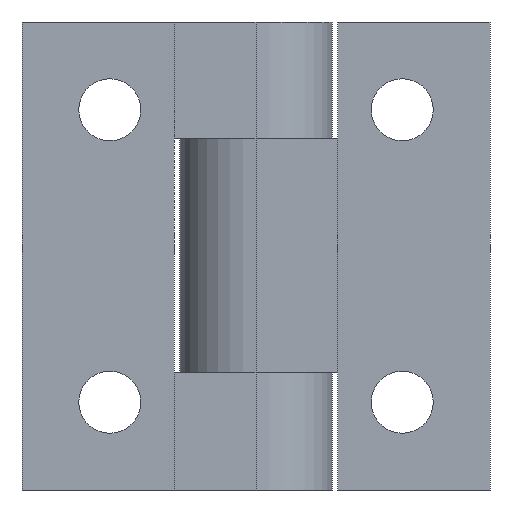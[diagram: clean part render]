
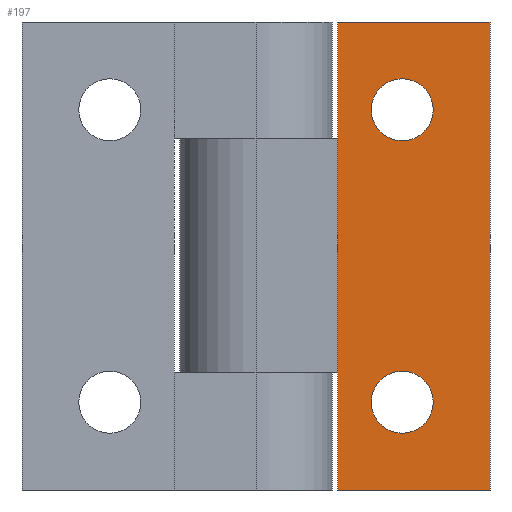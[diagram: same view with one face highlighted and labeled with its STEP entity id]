
A CAD part, front view. The second image highlights one B-rep face of the part: STEP entity #197.
In plain terms, the highlighted planar face has unit normal (0, -1, 0).
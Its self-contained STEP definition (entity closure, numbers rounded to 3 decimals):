
#197=ADVANCED_FACE('',(#471,#472,#473),#474,.T.);
#471=FACE_BOUND('',#838,.T.);
#472=FACE_BOUND('',#839,.T.);
#473=FACE_OUTER_BOUND('',#840,.T.);
#474=PLANE('',#841);
#838=EDGE_LOOP('',(#1353,#1354));
#839=EDGE_LOOP('',(#1355,#1356));
#840=EDGE_LOOP('',(#1357,#1358,#1359,#1360));
#841=AXIS2_PLACEMENT_3D('',#1361,#1362,#1363);
#1353=ORIENTED_EDGE('',*,*,#2103,.T.);
#1354=ORIENTED_EDGE('',*,*,#2113,.T.);
#1355=ORIENTED_EDGE('',*,*,#2090,.T.);
#1356=ORIENTED_EDGE('',*,*,#2120,.T.);
#1357=ORIENTED_EDGE('',*,*,#2150,.T.);
#1358=ORIENTED_EDGE('',*,*,#2158,.F.);
#1359=ORIENTED_EDGE('',*,*,#2179,.F.);
#1360=ORIENTED_EDGE('',*,*,#2176,.T.);
#1361=CARTESIAN_POINT('',(13.5,-7.,0.0));
#1362=DIRECTION('',(0.,-1.0,0.0));
#1363=DIRECTION('',(1.0,0.,-0.0));
#2090=EDGE_CURVE('',#2478,#2480,#2482,.T.);
#2103=EDGE_CURVE('',#2499,#2501,#2503,.T.);
#2113=EDGE_CURVE('',#2501,#2499,#2517,.T.);
#2120=EDGE_CURVE('',#2480,#2478,#2524,.T.);
#2150=EDGE_CURVE('',#2569,#2567,#2570,.T.);
#2158=EDGE_CURVE('',#2580,#2567,#2582,.T.);
#2176=EDGE_CURVE('',#2603,#2569,#2604,.T.);
#2179=EDGE_CURVE('',#2603,#2580,#2607,.T.);
#2478=VERTEX_POINT('',#3039);
#2480=VERTEX_POINT('',#3042);
#2482=CIRCLE('',#3045,2.65);
#2499=VERTEX_POINT('',#3066);
#2501=VERTEX_POINT('',#3069);
#2503=CIRCLE('',#3072,2.65);
#2517=CIRCLE('',#3088,2.65);
#2524=CIRCLE('',#3095,2.65);
#2567=VERTEX_POINT('',#3194);
#2569=VERTEX_POINT('',#3197);
#2570=LINE('',#3198,#3199);
#2580=VERTEX_POINT('',#3213);
#2582=LINE('',#3216,#3217);
#2603=VERTEX_POINT('',#3244);
#2604=LINE('',#3245,#3246);
#2607=LINE('',#3250,#3251);
#3039=CARTESIAN_POINT('',(9.85,-7.0,7.5));
#3042=CARTESIAN_POINT('',(15.15,-7.,7.5));
#3045=AXIS2_PLACEMENT_3D('',#3866,#3867,#3868);
#3066=CARTESIAN_POINT('',(9.85,-7.0,32.5));
#3069=CARTESIAN_POINT('',(15.15,-7.,32.5));
#3072=AXIS2_PLACEMENT_3D('',#3884,#3885,#3886);
#3088=AXIS2_PLACEMENT_3D('',#3901,#3902,#3903);
#3095=AXIS2_PLACEMENT_3D('',#3913,#3914,#3915);
#3194=CARTESIAN_POINT('',(7.0,-7.0,40.0));
#3197=CARTESIAN_POINT('',(20.0,-7.,40.0));
#3198=CARTESIAN_POINT('',(20.0,-7.,40.0));
#3199=VECTOR('',#3954,1.0);
#3213=CARTESIAN_POINT('',(7.0,-7.0,0.0));
#3216=CARTESIAN_POINT('',(7.0,-7.0,0.0));
#3217=VECTOR('',#3963,1.0);
#3244=CARTESIAN_POINT('',(20.0,-7.,0.0));
#3245=CARTESIAN_POINT('',(20.0,-7.,0.0));
#3246=VECTOR('',#3979,1.0);
#3250=CARTESIAN_POINT('',(20.0,-7.,0.0));
#3251=VECTOR('',#3981,1.0);
#3866=CARTESIAN_POINT('',(12.5,-7.,7.5));
#3867=DIRECTION('',(0.,1.0,-0.0));
#3868=DIRECTION('',(-1.0,0.,0.0));
#3884=CARTESIAN_POINT('',(12.5,-7.,32.5));
#3885=DIRECTION('',(0.,1.0,-0.0));
#3886=DIRECTION('',(-1.0,0.,0.0));
#3901=CARTESIAN_POINT('',(12.5,-7.,32.5));
#3902=DIRECTION('',(0.,1.0,-0.0));
#3903=DIRECTION('',(-1.0,0.,0.0));
#3913=CARTESIAN_POINT('',(12.5,-7.,7.5));
#3914=DIRECTION('',(0.,1.0,-0.0));
#3915=DIRECTION('',(-1.0,0.,0.0));
#3954=DIRECTION('',(-1.0,0.,0.0));
#3963=DIRECTION('',(0.0,0.0,1.0));
#3979=DIRECTION('',(0.0,0.0,1.0));
#3981=DIRECTION('',(-1.0,0.,0.0));
